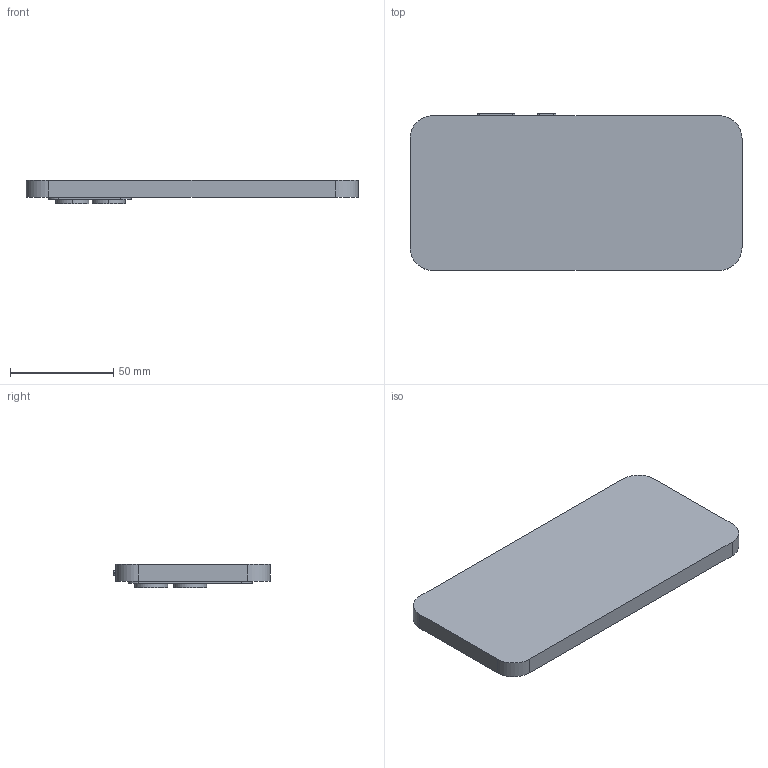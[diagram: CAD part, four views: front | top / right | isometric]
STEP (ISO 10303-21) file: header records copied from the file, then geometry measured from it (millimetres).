
FILE_DESCRIPTION (( 'STEP AP203' ), '1' );
FILE_NAME ('×°ÅäÌå2.STEP', '2025-01-15T07:38:49', ( '' ), ( '' ), 'SwSTEP 2.0', 'SolidWorks 2024', '' );
FILE_SCHEMA (( 'CONFIG_CONTROL_DESIGN' ));
Length unit declared in the file: millimetre
Products named in the file (6): 零件3; 零件6; 装配体2; 零件2; 零件4; 零件1
Assembly tree (5 placements, depth 2):
  装配体2
    零件1
    零件2
    零件3
    零件4
    零件6
Bounding box: 160.86 x 75.95 x 11.21 mm (x, y, z)
Volume: 101878.6 mm3; surface area: 34975.9 mm2
Topology: 5 solids, 5 shells, 323 faces, 816 edges, 544 vertices
Faces by surface type: plane 209, cylinder 70, bspline 44
Entity records: 13610 total; most frequent: CARTESIAN_POINT 5343, ORIENTED_EDGE 1632, DIRECTION 1442, EDGE_CURVE 816, VECTOR 588, LINE 588, VERTEX_POINT 544, AXIS2_PLACEMENT_3D 427
